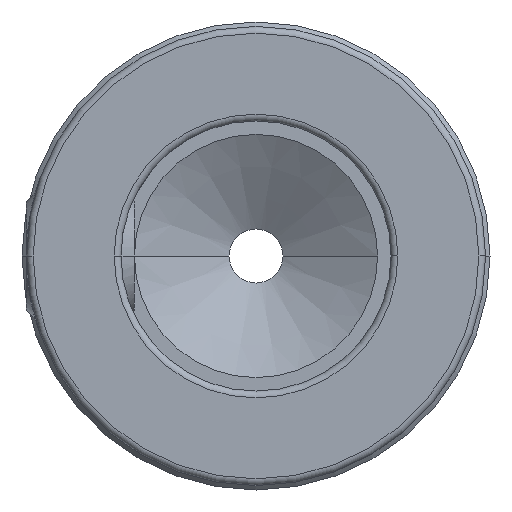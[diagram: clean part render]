
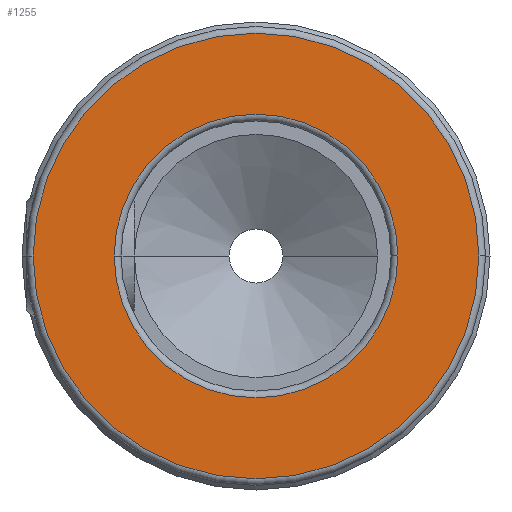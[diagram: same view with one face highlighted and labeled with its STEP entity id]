
A CAD part, front view. The second image highlights one B-rep face of the part: STEP entity #1255.
In plain terms, the highlighted planar face has unit normal (0, -1, 0).
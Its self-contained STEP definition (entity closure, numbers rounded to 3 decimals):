
#7=CARTESIAN_POINT('',(0.,-50.,0.));
#8=DIRECTION('',(0.,1.,0.));
#9=DIRECTION('',(-1.,0.,0.));
#10=AXIS2_PLACEMENT_3D('',#7,#8,#9);
#372=CARTESIAN_POINT('',(0.,-50.,0.));
#373=DIRECTION('',(0.,1.,0.));
#374=DIRECTION('',(1.,0.,0.));
#375=AXIS2_PLACEMENT_3D('',#372,#373,#374);
#999=CARTESIAN_POINT('',(0.,-50.,0.));
#1000=DIRECTION('',(0.,1.,0.));
#1001=DIRECTION('',(1.,0.,0.));
#1002=AXIS2_PLACEMENT_3D('',#999,#1000,#1001);
#1014=CARTESIAN_POINT('',(0.,-50.,0.));
#1015=DIRECTION('',(0.,1.,0.));
#1016=DIRECTION('',(-1.,0.,0.));
#1017=AXIS2_PLACEMENT_3D('',#1014,#1015,#1016);
#1096=CARTESIAN_POINT('',(-10.5,-50.,0.));
#1097=CARTESIAN_POINT('',(10.5,-50.,0.));
#1098=VERTEX_POINT('',#1096);
#1099=VERTEX_POINT('',#1097);
#1134=CARTESIAN_POINT('',(-16.5,-50.,0.));
#1135=CARTESIAN_POINT('',(16.5,-50.,0.));
#1136=VERTEX_POINT('',#1134);
#1137=VERTEX_POINT('',#1135);
#1238=CARTESIAN_POINT('',(0.,-50.,0.));
#1239=DIRECTION('',(0.,-1.,0.));
#1240=DIRECTION('',(-1.,0.,0.));
#1241=AXIS2_PLACEMENT_3D('',#1238,#1239,#1240);
#1242=PLANE('',#1241);
#1244=ORIENTED_EDGE('',*,*,#1243,.T.);
#1246=ORIENTED_EDGE('',*,*,#1245,.T.);
#1247=EDGE_LOOP('',(#1244,#1246));
#1248=FACE_OUTER_BOUND('',#1247,.F.);
#1250=ORIENTED_EDGE('',*,*,#1249,.F.);
#1252=ORIENTED_EDGE('',*,*,#1251,.F.);
#1253=EDGE_LOOP('',(#1250,#1252));
#1254=FACE_BOUND('',#1253,.F.);
#1255=ADVANCED_FACE('',(#1248,#1254),#1242,.T.);
#11=CIRCLE('',#10,16.5);
#376=CIRCLE('',#375,16.5);
#1003=CIRCLE('',#1002,10.5);
#1018=CIRCLE('',#1017,10.5);
#1243=EDGE_CURVE('',#1136,#1137,#11,.T.);
#1245=EDGE_CURVE('',#1137,#1136,#376,.T.);
#1249=EDGE_CURVE('',#1098,#1099,#1018,.T.);
#1251=EDGE_CURVE('',#1099,#1098,#1003,.T.);
